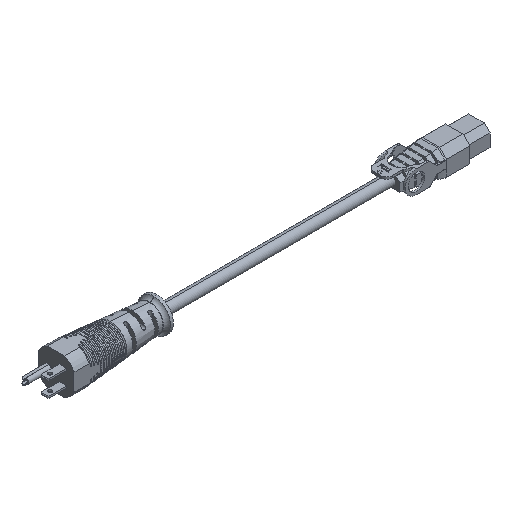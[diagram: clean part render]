
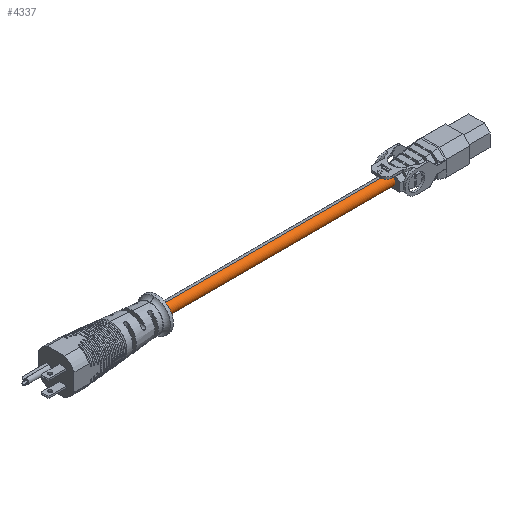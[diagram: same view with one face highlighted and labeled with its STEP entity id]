
A CAD part, isometric view. The second image highlights one B-rep face of the part: STEP entity #4337.
In plain terms, the highlighted cylindrical face has radius 4.6 mm (diameter 9.2 mm), a partial arc.
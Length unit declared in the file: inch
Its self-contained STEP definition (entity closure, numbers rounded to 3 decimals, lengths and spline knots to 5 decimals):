
#332 = VERTEX_POINT ( 'NONE', #9132 ) ;
#371 = CARTESIAN_POINT ( 'NONE',  ( 0., 0., 0. ) ) ;
#681 = CARTESIAN_POINT ( 'NONE',  ( 0., 0., -10. ) ) ;
#972 = DIRECTION ( 'NONE',  ( 0., 0., 1. ) ) ;
#1828 = ORIENTED_EDGE ( 'NONE', *, *, #3440, .F. ) ;
#2709 = DIRECTION ( 'NONE',  ( 0., 0., 1. ) ) ;
#2985 = VERTEX_POINT ( 'NONE', #13748 ) ;
#3440 = EDGE_CURVE ( 'NONE', #16433, #8284, #7117, .T. ) ;
#3512 = DIRECTION ( 'NONE',  ( 1., 0., 0. ) ) ;
#4337 = ADVANCED_FACE ( 'NONE', ( #8628 ), #11467, .T. ) ;
#4415 = DIRECTION ( 'NONE',  ( 1., 0., 0. ) ) ;
#4594 = CARTESIAN_POINT ( 'NONE',  ( 0.1811, 0., 0. ) ) ;
#5456 = ORIENTED_EDGE ( 'NONE', *, *, #19022, .F. ) ;
#6671 = DIRECTION ( 'NONE',  ( 1., 0., 0. ) ) ;
#7117 = CIRCLE ( 'NONE', #17443, 0.1811 ) ;
#7319 = LINE ( 'NONE', #8795, #13761 ) ;
#7976 = VECTOR ( 'NONE', #12578, 39.37008 ) ;
#8284 = VERTEX_POINT ( 'NONE', #4594 ) ;
#8628 = FACE_OUTER_BOUND ( 'NONE', #17525, .T. ) ;
#8795 = CARTESIAN_POINT ( 'NONE',  ( -0.1811, 0., -10. ) ) ;
#9132 = CARTESIAN_POINT ( 'NONE',  ( 0.1811, 0., -10. ) ) ;
#11467 = CYLINDRICAL_SURFACE ( 'NONE', #17861, 0.1811 ) ;
#12434 = EDGE_CURVE ( 'NONE', #332, #8284, #12874, .T. ) ;
#12578 = DIRECTION ( 'NONE',  ( 0., 0., 1. ) ) ;
#12874 = LINE ( 'NONE', #18871, #7976 ) ;
#13028 = CIRCLE ( 'NONE', #17411, 0.1811 ) ;
#13292 = EDGE_CURVE ( 'NONE', #2985, #332, #13028, .T. ) ;
#13748 = CARTESIAN_POINT ( 'NONE',  ( -0.1811, 0., -10. ) ) ;
#13761 = VECTOR ( 'NONE', #2709, 39.37008 ) ;
#14884 = ORIENTED_EDGE ( 'NONE', *, *, #12434, .T. ) ;
#15586 = DIRECTION ( 'NONE',  ( 0., 0., 1. ) ) ;
#16433 = VERTEX_POINT ( 'NONE', #17550 ) ;
#17411 = AXIS2_PLACEMENT_3D ( 'NONE', #681, #18751, #6671 ) ;
#17443 = AXIS2_PLACEMENT_3D ( 'NONE', #371, #15586, #3512 ) ;
#17525 = EDGE_LOOP ( 'NONE', ( #5456, #18982, #14884, #1828 ) ) ;
#17550 = CARTESIAN_POINT ( 'NONE',  ( -0.1811, 0., 0. ) ) ;
#17861 = AXIS2_PLACEMENT_3D ( 'NONE', #19246, #972, #4415 ) ;
#18751 = DIRECTION ( 'NONE',  ( 0., 0., 1. ) ) ;
#18871 = CARTESIAN_POINT ( 'NONE',  ( 0.1811, 0., -10. ) ) ;
#18982 = ORIENTED_EDGE ( 'NONE', *, *, #13292, .T. ) ;
#19022 = EDGE_CURVE ( 'NONE', #2985, #16433, #7319, .T. ) ;
#19246 = CARTESIAN_POINT ( 'NONE',  ( 0., 0., -10. ) ) ;
